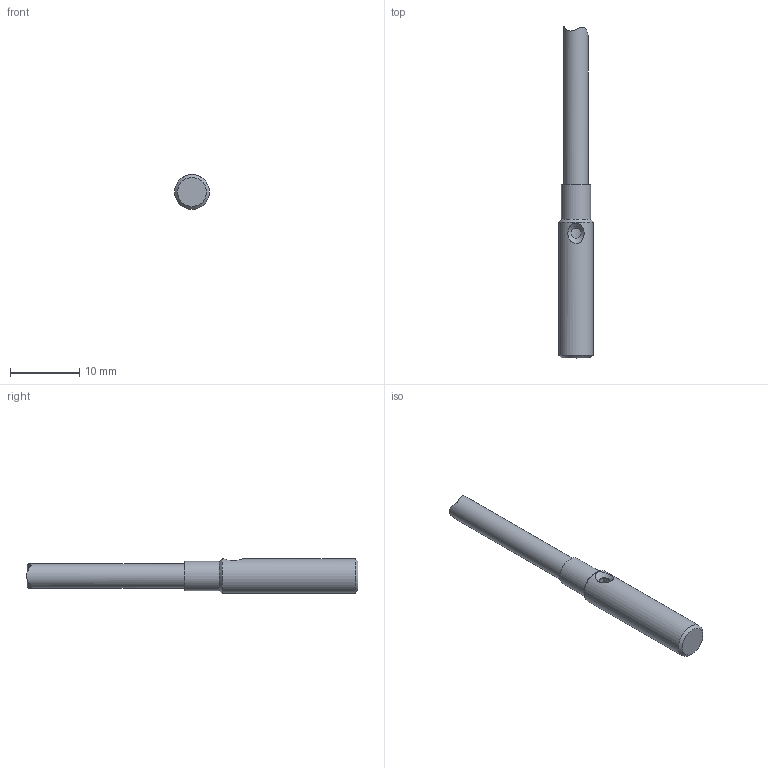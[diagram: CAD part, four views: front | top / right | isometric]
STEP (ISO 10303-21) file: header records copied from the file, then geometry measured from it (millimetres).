
FILE_DESCRIPTION (( 'STEP AP214' ), '1' );
FILE_NAME ('DW-AD-502-M5.STEP', '2018-04-11T10:11:07', ( '' ), ( '' ), 'SwSTEP 2.0', 'SolidWorks 2017', '' );
FILE_SCHEMA (( 'AUTOMOTIVE_DESIGN' ));
Length unit declared in the file: inch
Products named in the file (1): DW-AD-502-M5
Bounding box: 5 x 47.92 x 5 mm (x, y, z)
Volume: 481.3 mm3; surface area: 1002.6 mm2
Topology: 2 solids, 2 shells, 14 faces, 25 edges, 16 vertices
Faces by surface type: cylinder 6, plane 4, cone 3, bspline 1
Full cylindrical faces by diameter (mm): 3.5 x1, 3.55 x1, 4.2 x1, 5 x1
Entity records: 469 total; most frequent: CARTESIAN_POINT 194, DIRECTION 48, ORIENTED_EDGE 28, EDGE_LOOP 24, AXIS2_PLACEMENT_3D 24, FACE_OUTER_BOUND 18, ADVANCED_FACE 14, EDGE_CURVE 14
